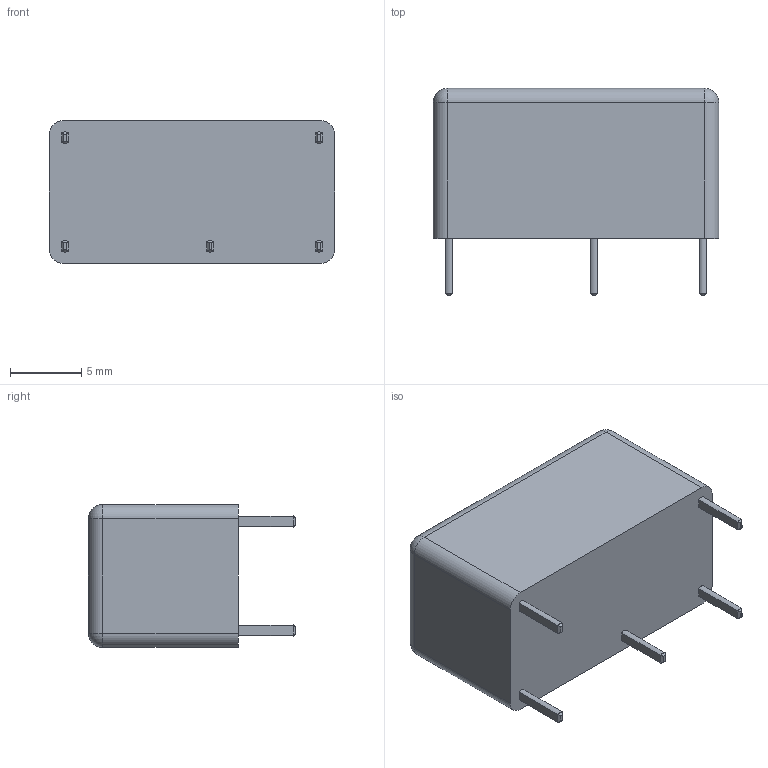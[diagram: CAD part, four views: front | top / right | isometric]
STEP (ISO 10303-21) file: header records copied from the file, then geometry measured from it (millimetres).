
FILE_DESCRIPTION((''),'2;1');
FILE_NAME('RM40.stp','2015-07-13T15:20:41',('CAD Station'),(''),'Autodesk Inventor 2013','Autodesk Inventor 2013','');
FILE_SCHEMA(('CONFIG_CONTROL_DESIGN'));
Length unit declared in the file: millimetre
Products named in the file (1): RM40
Bounding box: 20 x 14.5 x 10 mm (x, y, z)
Volume: 2085.5 mm3; surface area: 1029.2 mm2
Topology: 1 solids, 1 shells, 63 faces, 140 edges, 80 vertices
Faces by surface type: plane 31, cylinder 18, cone 10, sphere 4
Entity records: 1789 total; most frequent: DIRECTION 330, CARTESIAN_POINT 280, ORIENTED_EDGE 272, EDGE_CURVE 136, AXIS2_PLACEMENT_3D 130, VERTEX_POINT 80, VECTOR 70, LINE 70
